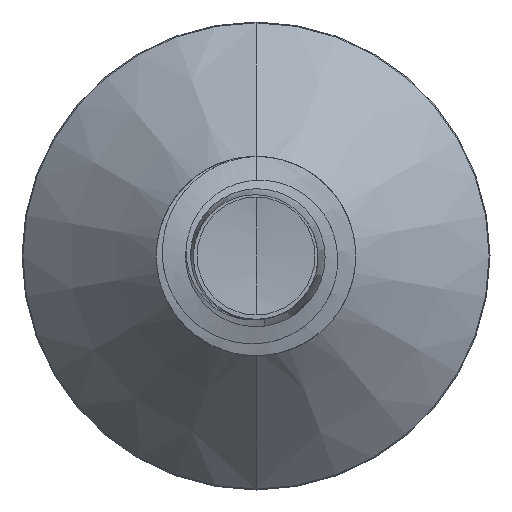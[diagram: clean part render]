
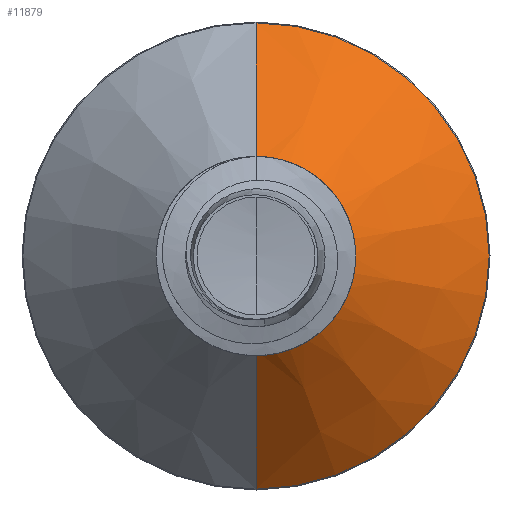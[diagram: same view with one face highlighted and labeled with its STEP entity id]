
A CAD part, front view. The second image highlights one B-rep face of the part: STEP entity #11879.
In plain terms, the highlighted conical face has half-angle 45 degrees and reference radius 0.476 mm.
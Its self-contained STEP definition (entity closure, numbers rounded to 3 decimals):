
#167 = DIRECTION ( 'NONE',  ( 0., 1., 0. ) ) ;
#388 = DIRECTION ( 'NONE',  ( 0., 0., 1. ) ) ;
#1062 = DIRECTION ( 'NONE',  ( 0., 0., 1. ) ) ;
#1759 = DIRECTION ( 'NONE',  ( 0., 0., 1. ) ) ;
#2038 = CARTESIAN_POINT ( 'NONE',  ( 0., 3.101, 0.476 ) ) ;
#2952 = VECTOR ( 'NONE', #10121, 1000. ) ;
#3599 = DIRECTION ( 'NONE',  ( 0., 0.707, 0.707 ) ) ;
#3727 = VERTEX_POINT ( 'NONE', #9085 ) ;
#4218 = ORIENTED_EDGE ( 'NONE', *, *, #12146, .F. ) ;
#4402 = CONICAL_SURFACE ( 'NONE', #8426, 0.476, 0.785 ) ;
#4703 = ORIENTED_EDGE ( 'NONE', *, *, #11982, .T. ) ;
#7902 = ORIENTED_EDGE ( 'NONE', *, *, #12566, .T. ) ;
#8085 = VECTOR ( 'NONE', #3599, 1000. ) ;
#8426 = AXIS2_PLACEMENT_3D ( 'NONE', #16863, #167, #1759 ) ;
#9085 = CARTESIAN_POINT ( 'NONE',  ( 0., 3.101, 0.476 ) ) ;
#9193 = CARTESIAN_POINT ( 'NONE',  ( 0., 3.101, -0.476 ) ) ;
#9332 = VERTEX_POINT ( 'NONE', #11770 ) ;
#9513 = CARTESIAN_POINT ( 'NONE',  ( 0., 3.796, 1.171 ) ) ;
#9715 = DIRECTION ( 'NONE',  ( 0., 1., 0. ) ) ;
#10121 = DIRECTION ( 'NONE',  ( 0., 0.707, -0.707 ) ) ;
#10345 = DIRECTION ( 'NONE',  ( 0., 1., 0. ) ) ;
#11174 = LINE ( 'NONE', #14675, #2952 ) ;
#11744 = AXIS2_PLACEMENT_3D ( 'NONE', #19272, #10345, #1062 ) ;
#11770 = CARTESIAN_POINT ( 'NONE',  ( 0., 3.796, -1.171 ) ) ;
#11861 = VERTEX_POINT ( 'NONE', #9513 ) ;
#11879 = ADVANCED_FACE ( 'NONE', ( #16555 ), #4402, .T. ) ;
#11982 = EDGE_CURVE ( 'NONE', #3727, #18227, #12134, .T. ) ;
#12134 = CIRCLE ( 'NONE', #16466, 0.476 ) ;
#12146 = EDGE_CURVE ( 'NONE', #3727, #11861, #19531, .T. ) ;
#12566 = EDGE_CURVE ( 'NONE', #18227, #9332, #11174, .T. ) ;
#12914 = ORIENTED_EDGE ( 'NONE', *, *, #13586, .F. ) ;
#13586 = EDGE_CURVE ( 'NONE', #11861, #9332, #13987, .T. ) ;
#13987 = CIRCLE ( 'NONE', #11744, 1.171 ) ;
#14675 = CARTESIAN_POINT ( 'NONE',  ( 0., 3.101, -0.476 ) ) ;
#15582 = EDGE_LOOP ( 'NONE', ( #4703, #7902, #12914, #4218 ) ) ;
#16466 = AXIS2_PLACEMENT_3D ( 'NONE', #18672, #9715, #388 ) ;
#16555 = FACE_OUTER_BOUND ( 'NONE', #15582, .T. ) ;
#16863 = CARTESIAN_POINT ( 'NONE',  ( 0., 3.101, 0. ) ) ;
#18227 = VERTEX_POINT ( 'NONE', #9193 ) ;
#18672 = CARTESIAN_POINT ( 'NONE',  ( 0., 3.101, 0. ) ) ;
#19272 = CARTESIAN_POINT ( 'NONE',  ( 0., 3.796, 0. ) ) ;
#19531 = LINE ( 'NONE', #2038, #8085 ) ;
